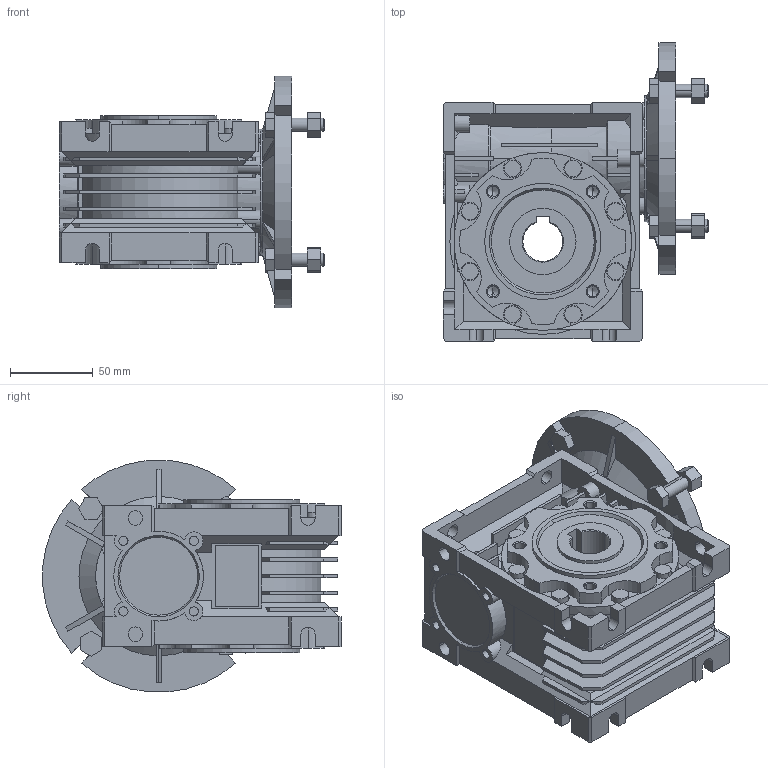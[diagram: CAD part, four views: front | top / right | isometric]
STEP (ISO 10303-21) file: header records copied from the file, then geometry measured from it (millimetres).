
FILE_DESCRIPTION (( 'STEP AP214' ), '1' );
FILE_NAME ('PMRV050_63_B5.STEP', '2018-05-29T10:55:27', ( 'admin' ), ( '' ), 'SwSTEP 2.0', 'SolidWorks 2018', '' );
FILE_SCHEMA (( 'AUTOMOTIVE_DESIGN' ));
Length unit declared in the file: millimetre
Products named in the file (1): PMRV050_63_B5
Bounding box: 160 x 179.77 x 139.77 mm (x, y, z)
Volume: 1127454 mm3; surface area: 249702.5 mm2
Topology: 4 solids, 9 shells, 1047 faces, 2774 edges, 1787 vertices
Faces by surface type: plane 626, cylinder 304, cone 113, torus 4
Entity records: 33352 total; most frequent: CARTESIAN_POINT 7168, ORIENTED_EDGE 5516, DIRECTION 5429, EDGE_CURVE 2758, AXIS2_PLACEMENT_3D 1874, VERTEX_POINT 1787, VECTOR 1681, LINE 1681
